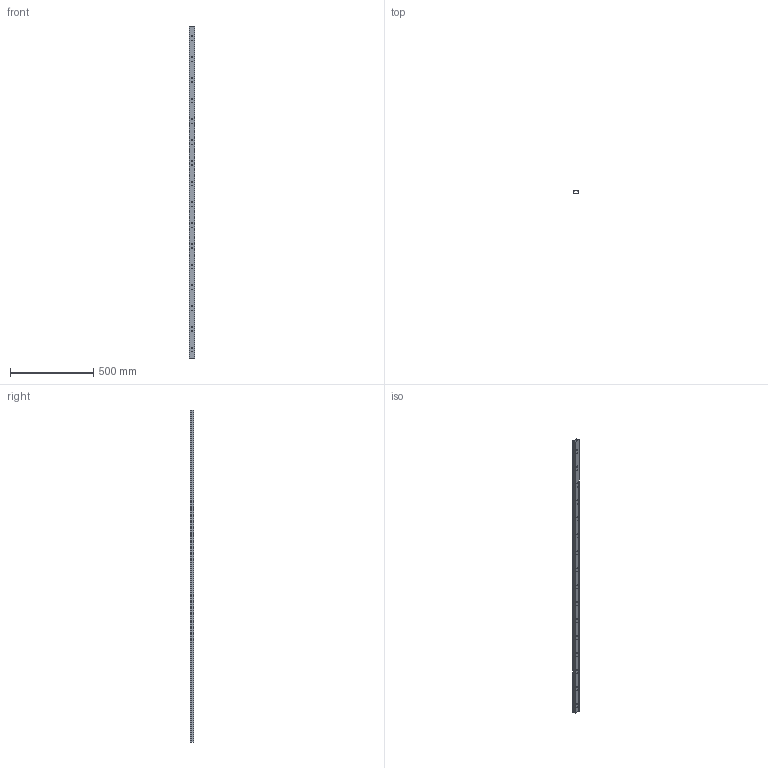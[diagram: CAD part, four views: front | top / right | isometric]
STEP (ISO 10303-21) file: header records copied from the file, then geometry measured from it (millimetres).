
FILE_DESCRIPTION((''),'2;1');
FILE_NAME('LF200350KUN_ASM','2022-09-27T14:50:18',('a.jestaedt'),(''),'CREO PARAMETRIC BY PTC INC, 2022162','CREO PARAMETRIC BY PTC INC, 2022162','');
FILE_SCHEMA(('AUTOMOTIVE_DESIGN { 1 0 10303 214 1 1 1 1 }'));
Length unit declared in the file: millimetre
Products named in the file (3): LF200350KUN; LF200350KUN_D; LF200350KUN_ASM
Assembly tree (2 placements, depth 2):
  LF200350KUN_ASM
    LF200350KUN
    LF200350KUN_D
Bounding box: 33.5 x 19.55 x 2000 mm (x, y, z)
Volume: 263953.3 mm3; surface area: 511913.1 mm2
Topology: 2 solids, 2 shells, 96 faces, 276 edges, 184 vertices
Faces by surface type: cylinder 64, plane 32
Entity records: 3676 total; most frequent: DIRECTION 606, CARTESIAN_POINT 568, ORIENTED_EDGE 552, EDGE_CURVE 276, AXIS2_PLACEMENT_3D 229, VERTEX_POINT 184, EDGE_LOOP 160, VECTOR 148
